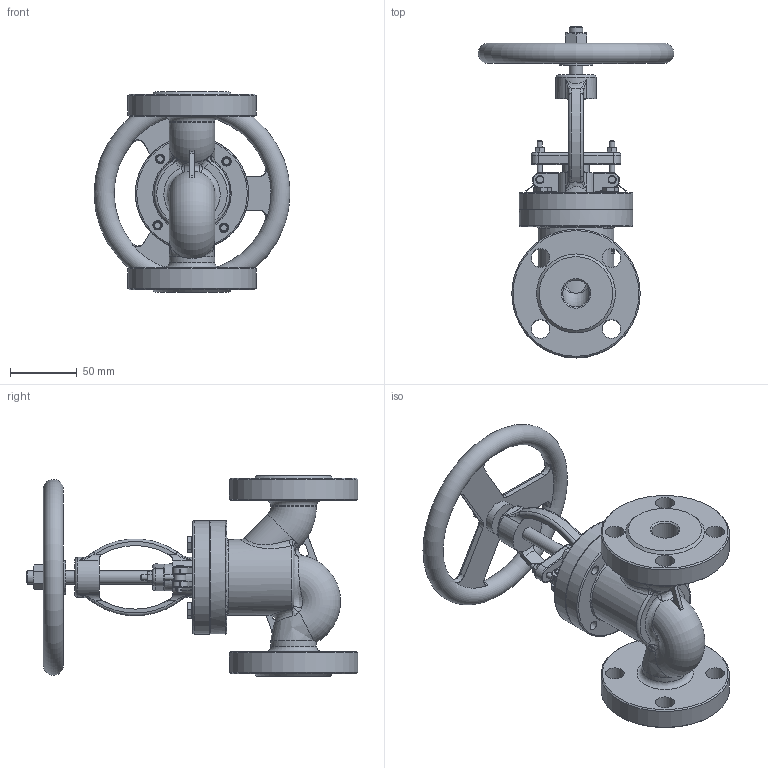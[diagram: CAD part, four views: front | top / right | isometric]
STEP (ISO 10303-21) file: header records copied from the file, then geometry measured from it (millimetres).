
FILE_DESCRIPTION(/* description */ (''),/* implementation_level */ '2;1');
FILE_NAME(/* name */ 'DN20_3D_STEP.stp',/* time_stamp */ '2025-04-19T20:48:08+03:00',/* author */ ('igorr'),/* organization */ (''),/* preprocessor_version */ 'ST-DEVELOPER v20',/* originating_system */ 'Autodesk Inventor 2025',/* authorisation */ '');
FILE_SCHEMA (('AUTOMOTIVE_DESIGN { 1 0 10303 214 3 1 1 }'));
Length unit declared in the file: millimetre
Products named in the file (6): Сборка1; Деталь1; Деталь2; AS 1110 - M6 x 12; ANSI B18.2.4.2M - M4x0,7; ANSI B18.2.4.2M - M10x1,5
Assembly tree (9 placements, depth 2):
  Сборка1
    Деталь1
    Деталь2
    AS 1110 - M6 x 12  x4
    ANSI B18.2.4.2M - M4x0,7  x2
    ANSI B18.2.4.2M - M10x1,5
Bounding box: 146.35 x 248 x 150 mm (x, y, z)
Volume: 704542.3 mm3; surface area: 147267.3 mm2
Topology: 9 solids, 9 shells, 585 faces, 1414 edges, 859 vertices
Faces by surface type: plane 200, cylinder 141, bspline 109, cone 81, torus 52, sphere 2
Full cylindrical faces by diameter (mm): 0.7 x2, 1 x2, 3 x4, 3.242 x2, 4 x6, 6 x6, 7 x8, 8.376 x1, 10 x7, 14 x8, 15 x1, 16 x1, 20 x3, 25 x2, 30 x1, 34 x2, 56.686 x1, 84.706 x2, 96 x2
Entity records: 19905 total; most frequent: CARTESIAN_POINT 8281, ORIENTED_EDGE 2382, DIRECTION 2140, EDGE_CURVE 1191, AXIS2_PLACEMENT_3D 897, VERTEX_POINT 740, EDGE_LOOP 577, FACE_OUTER_BOUND 490
